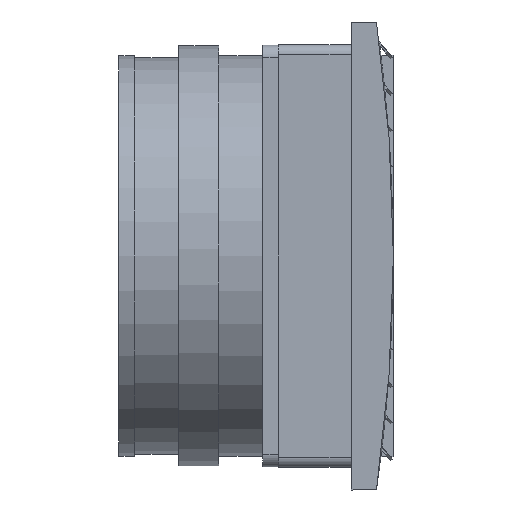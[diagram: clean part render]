
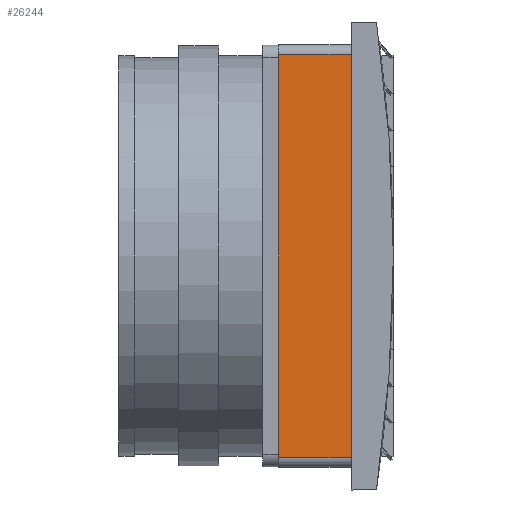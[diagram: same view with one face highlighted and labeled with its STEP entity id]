
A CAD part, left-side view. The second image highlights one B-rep face of the part: STEP entity #26244.
In plain terms, the highlighted planar face has unit normal (-1, 0, 0).
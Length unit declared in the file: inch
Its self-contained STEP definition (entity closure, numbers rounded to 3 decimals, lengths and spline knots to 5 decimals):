
#177 = CARTESIAN_POINT ( 'NONE',  ( -5.72835, 0., -5.45276 ) ) ;
#198 = VECTOR ( 'NONE', #22962, 39.37008 ) ;
#207 = DIRECTION ( 'NONE',  ( 0., 0., -1. ) ) ;
#493 = CARTESIAN_POINT ( 'NONE',  ( -5.72835, 0., 5.45276 ) ) ;
#2058 = VERTEX_POINT ( 'NONE', #177 ) ;
#2853 = LINE ( 'NONE', #17673, #13947 ) ;
#3382 = DIRECTION ( 'NONE',  ( -1., 0., 0. ) ) ;
#5607 = DIRECTION ( 'NONE',  ( 0., -1., 0. ) ) ;
#6054 = EDGE_LOOP ( 'NONE', ( #18982, #13023, #27418, #24401 ) ) ;
#6754 = DIRECTION ( 'NONE',  ( 0., 1., 0. ) ) ;
#6823 = LINE ( 'NONE', #27226, #14831 ) ;
#8179 = CARTESIAN_POINT ( 'NONE',  ( -5.72835, 1.9685, -5.45276 ) ) ;
#9887 = VERTEX_POINT ( 'NONE', #13512 ) ;
#9988 = DIRECTION ( 'NONE',  ( 0., -1., 0. ) ) ;
#10540 = VECTOR ( 'NONE', #6754, 39.37008 ) ;
#12938 = EDGE_CURVE ( 'NONE', #15141, #2058, #6823, .T. ) ;
#13023 = ORIENTED_EDGE ( 'NONE', *, *, #21340, .T. ) ;
#13512 = CARTESIAN_POINT ( 'NONE',  ( -5.72835, 1.9685, 5.45276 ) ) ;
#13947 = VECTOR ( 'NONE', #207, 39.37008 ) ;
#14712 = LINE ( 'NONE', #493, #10540 ) ;
#14831 = VECTOR ( 'NONE', #9988, 39.37008 ) ;
#15141 = VERTEX_POINT ( 'NONE', #8179 ) ;
#16850 = CARTESIAN_POINT ( 'NONE',  ( -5.72835, 0., 5.45276 ) ) ;
#17673 = CARTESIAN_POINT ( 'NONE',  ( -5.72835, 1.9685, 0. ) ) ;
#18982 = ORIENTED_EDGE ( 'NONE', *, *, #27317, .T. ) ;
#20296 = LINE ( 'NONE', #20981, #198 ) ;
#20981 = CARTESIAN_POINT ( 'NONE',  ( -5.72835, 0., 0. ) ) ;
#21340 = EDGE_CURVE ( 'NONE', #28242, #9887, #14712, .T. ) ;
#22243 = EDGE_CURVE ( 'NONE', #9887, #15141, #2853, .T. ) ;
#22962 = DIRECTION ( 'NONE',  ( 0., 0., 1. ) ) ;
#23040 = AXIS2_PLACEMENT_3D ( 'NONE', #27960, #3382, #5607 ) ;
#24401 = ORIENTED_EDGE ( 'NONE', *, *, #12938, .T. ) ;
#25739 = PLANE ( 'NONE',  #23040 ) ;
#26244 = ADVANCED_FACE ( 'NONE', ( #28018 ), #25739, .T. ) ;
#27226 = CARTESIAN_POINT ( 'NONE',  ( -5.72835, 0., -5.45276 ) ) ;
#27317 = EDGE_CURVE ( 'NONE', #2058, #28242, #20296, .T. ) ;
#27418 = ORIENTED_EDGE ( 'NONE', *, *, #22243, .T. ) ;
#27960 = CARTESIAN_POINT ( 'NONE',  ( -5.72835, 0., 0. ) ) ;
#28018 = FACE_OUTER_BOUND ( 'NONE', #6054, .T. ) ;
#28242 = VERTEX_POINT ( 'NONE', #16850 ) ;
